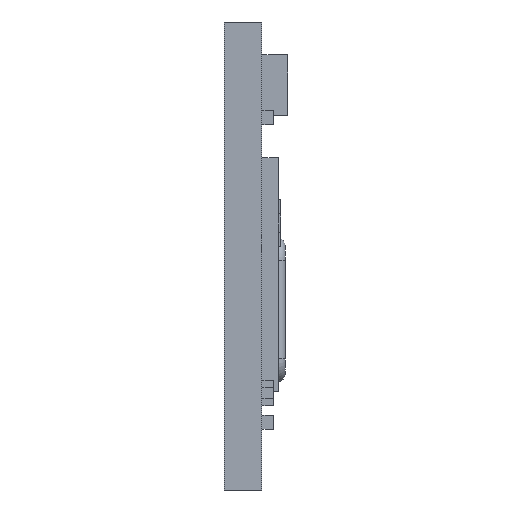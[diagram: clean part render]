
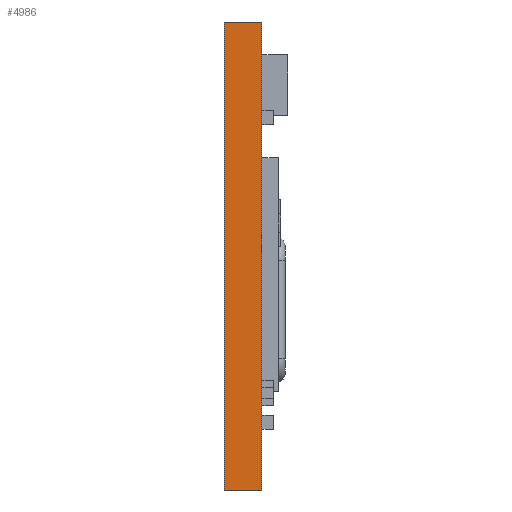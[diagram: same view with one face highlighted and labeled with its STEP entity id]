
A CAD part, front view. The second image highlights one B-rep face of the part: STEP entity #4986.
In plain terms, the highlighted planar face has unit normal (0, -1, 0).
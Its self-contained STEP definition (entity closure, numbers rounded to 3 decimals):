
#388=FACE_OUTER_BOUND('',#680,.T.);
#680=EDGE_LOOP('',(#4042,#4043,#4044,#4045));
#1151=LINE('',#7616,#1783);
#1213=LINE('',#7739,#1845);
#1228=LINE('',#7771,#1860);
#1229=LINE('',#7772,#1861);
#1783=VECTOR('',#6229,10.);
#1845=VECTOR('',#6349,10.);
#1860=VECTOR('',#6378,10.);
#1861=VECTOR('',#6379,10.);
#2333=VERTEX_POINT('',#7613);
#2334=VERTEX_POINT('',#7615);
#2366=VERTEX_POINT('',#7737);
#2376=VERTEX_POINT('',#7770);
#2905=EDGE_CURVE('',#2333,#2334,#1151,.T.);
#2967=EDGE_CURVE('',#2333,#2366,#1213,.T.);
#2982=EDGE_CURVE('',#2376,#2366,#1228,.T.);
#2983=EDGE_CURVE('',#2334,#2376,#1229,.T.);
#4042=ORIENTED_EDGE('',*,*,#2905,.F.);
#4043=ORIENTED_EDGE('',*,*,#2967,.T.);
#4044=ORIENTED_EDGE('',*,*,#2982,.F.);
#4045=ORIENTED_EDGE('',*,*,#2983,.F.);
#4694=PLANE('',#5362);
#4986=ADVANCED_FACE('',(#388),#4694,.T.);
#5362=AXIS2_PLACEMENT_3D('',#7769,#6376,#6377);
#6229=DIRECTION('',(0.,0.,1.));
#6349=DIRECTION('',(1.,0.,0.));
#6376=DIRECTION('center_axis',(0.,-1.,0.));
#6377=DIRECTION('ref_axis',(0.,0.,-1.));
#6378=DIRECTION('',(0.,0.,-1.));
#6379=DIRECTION('',(1.,0.,0.));
#7613=CARTESIAN_POINT('',(-1.2,-1.2,0.));
#7615=CARTESIAN_POINT('',(-1.2,-1.2,10.));
#7616=CARTESIAN_POINT('',(-1.2,-1.2,0.));
#7737=CARTESIAN_POINT('',(-0.4,-1.2,0.));
#7739=CARTESIAN_POINT('',(-1.2,-1.2,0.));
#7769=CARTESIAN_POINT('Origin',(-1.2,-1.2,10.));
#7770=CARTESIAN_POINT('',(-0.4,-1.2,10.));
#7771=CARTESIAN_POINT('',(-0.4,-1.2,0.));
#7772=CARTESIAN_POINT('',(-1.2,-1.2,10.));
